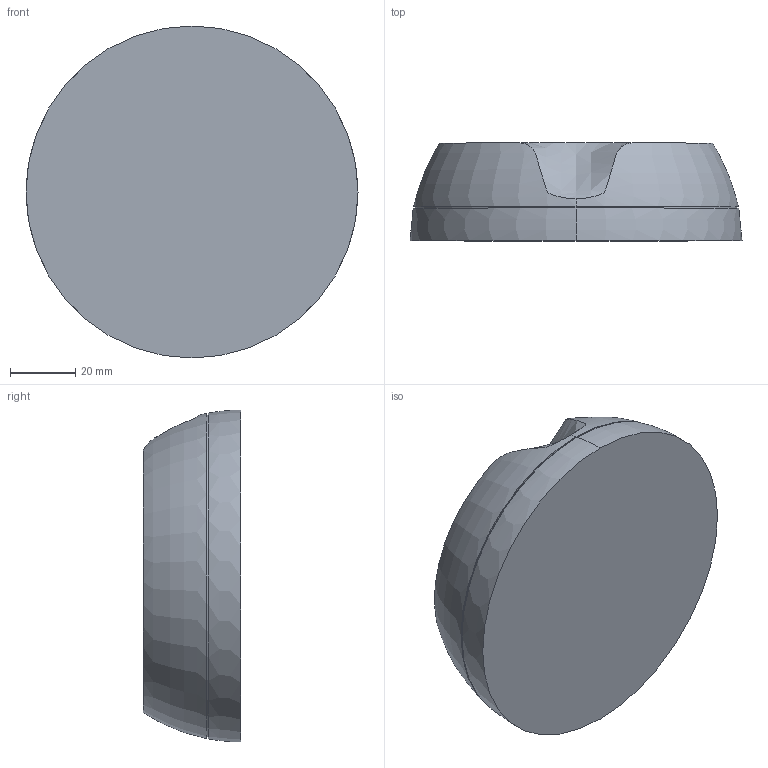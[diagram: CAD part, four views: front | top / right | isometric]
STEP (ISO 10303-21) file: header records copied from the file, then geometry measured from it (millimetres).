
FILE_DESCRIPTION (( 'STEP AP203' ), '1' );
FILE_NAME ('SM-detector.STEP', '2018-08-26T18:29:37', ( 'default' ), ( '' ), 'SwSTEP 2.0', 'SolidWorks 2018', '' );
FILE_SCHEMA (( 'CONFIG_CONTROL_DESIGN' ));
Length unit declared in the file: inch
Products named in the file (1): SM-detector
Bounding box: 102 x 30 x 102 mm (x, y, z)
Volume: 216867.5 mm3; surface area: 23477.7 mm2
Topology: 1 solids, 1 shells, 11 faces, 27 edges, 20 vertices
Faces by surface type: torus 4, plane 4, cylinder 2, bspline 1
Entity records: 1394 total; most frequent: CARTESIAN_POINT 1050, DIRECTION 56, ORIENTED_EDGE 54, AXIS2_PLACEMENT_3D 27, EDGE_CURVE 27, VERTEX_POINT 20, CIRCLE 16, EDGE_LOOP 13
